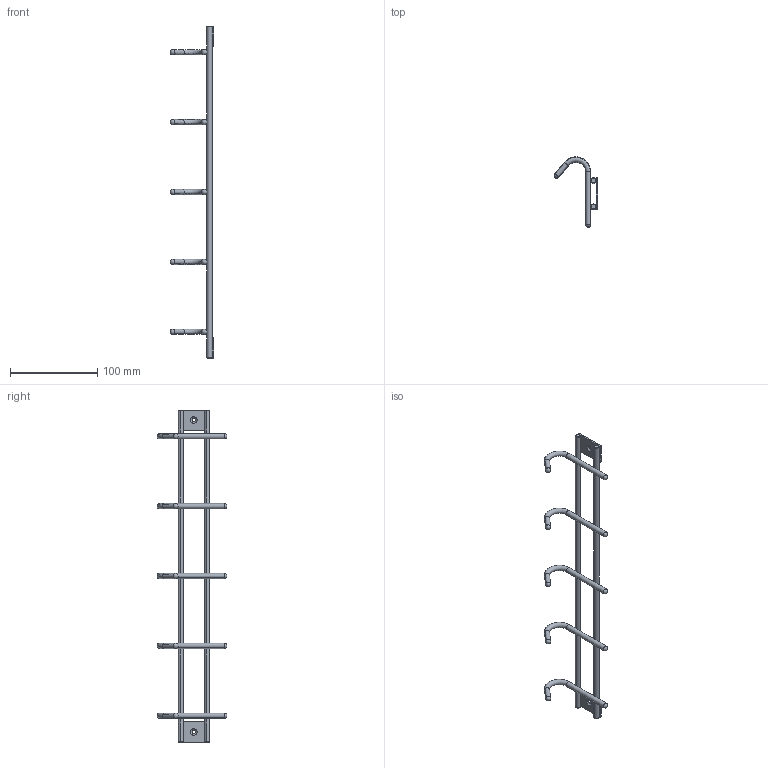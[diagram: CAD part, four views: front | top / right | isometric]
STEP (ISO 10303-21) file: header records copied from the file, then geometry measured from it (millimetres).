
FILE_DESCRIPTION(('Creo Elements/Direct Modeling STEP Export'),'2;1');
FILE_NAME('2256-380.stp','2017-09-06T 8:44:17',(''),(''),'Creo Elements/Direct Modeling STEP processor for AP214 (Solid Model)','Creo Elements/Direct Modeling 20.0 12-Nov-2016 (C) Parametric Technology GmbH','');
FILE_SCHEMA(('AUTOMOTIVE_DESIGN { 1 0 10303 214 1 1 1 1 }'));
Length unit declared in the file: millimetre
Products named in the file (2): Huthaken
Assembly tree (1 placements, depth 2):
  Huthaken
    Huthaken
Bounding box: 49.98 x 79.98 x 380 mm (x, y, z)
Volume: 41001.8 mm3; surface area: 29234.5 mm2
Topology: 9 solids, 9 shells, 84 faces, 231 edges, 141 vertices
Faces by surface type: cylinder 36, plane 16, cone 12, sphere 10, torus 10
Entity records: 2264 total; most frequent: ORIENTED_EDGE 430, DIRECTION 364, CARTESIAN_POINT 359, EDGE_CURVE 211, AXIS2_PLACEMENT_3D 146, VERTEX_POINT 141, EDGE_LOOP 88, FACE_OUTER_BOUND 84
